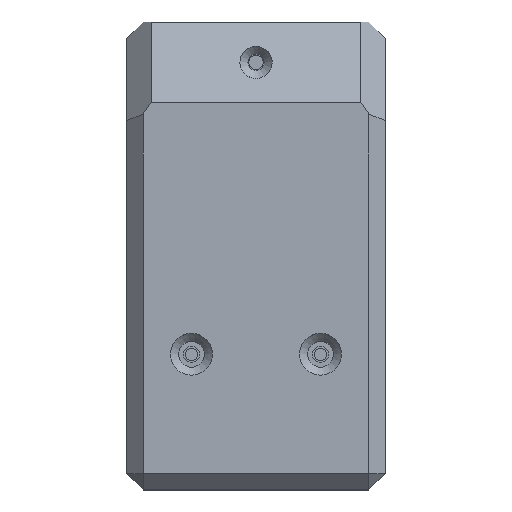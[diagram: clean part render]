
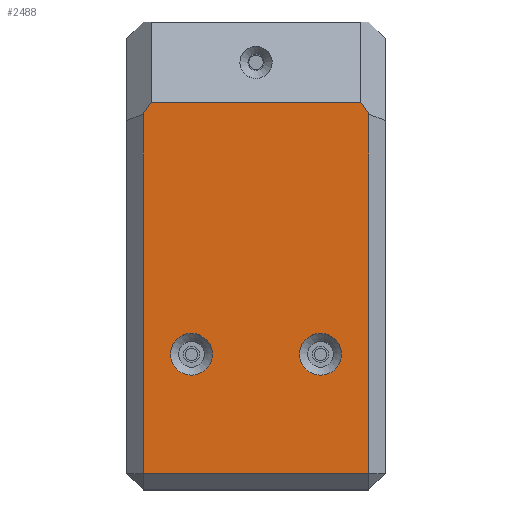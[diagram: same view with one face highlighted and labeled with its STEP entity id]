
A CAD part, top view. The second image highlights one B-rep face of the part: STEP entity #2488.
In plain terms, the highlighted planar face has unit normal (0, 0, 1).
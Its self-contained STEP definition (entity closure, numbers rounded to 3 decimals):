
#40=CIRCLE('',#2648,2.6);
#41=CIRCLE('',#2649,2.6);
#66=FACE_BOUND('',#299,.T.);
#67=FACE_BOUND('',#300,.T.);
#152=FACE_OUTER_BOUND('',#298,.T.);
#298=EDGE_LOOP('',(#1983,#1984,#1985,#1986,#1987,#1988));
#299=EDGE_LOOP('',(#1989));
#300=EDGE_LOOP('',(#1990));
#552=LINE('',#3768,#877);
#558=LINE('',#3780,#883);
#559=LINE('',#3782,#884);
#560=LINE('',#3784,#885);
#561=LINE('',#3786,#886);
#562=LINE('',#3787,#887);
#877=VECTOR('',#3081,10.);
#883=VECTOR('',#3089,10.);
#884=VECTOR('',#3090,10.);
#885=VECTOR('',#3091,10.);
#886=VECTOR('',#3092,10.);
#887=VECTOR('',#3093,10.);
#1138=VERTEX_POINT('',#3766);
#1139=VERTEX_POINT('',#3767);
#1144=VERTEX_POINT('',#3779);
#1145=VERTEX_POINT('',#3781);
#1146=VERTEX_POINT('',#3783);
#1147=VERTEX_POINT('',#3785);
#1148=VERTEX_POINT('',#3788);
#1149=VERTEX_POINT('',#3790);
#1433=EDGE_CURVE('',#1138,#1139,#552,.T.);
#1439=EDGE_CURVE('',#1144,#1138,#558,.T.);
#1440=EDGE_CURVE('',#1145,#1144,#559,.T.);
#1441=EDGE_CURVE('',#1146,#1145,#560,.T.);
#1442=EDGE_CURVE('',#1147,#1146,#561,.T.);
#1443=EDGE_CURVE('',#1139,#1147,#562,.T.);
#1444=EDGE_CURVE('',#1148,#1148,#40,.T.);
#1445=EDGE_CURVE('',#1149,#1149,#41,.T.);
#1983=ORIENTED_EDGE('',*,*,#1433,.F.);
#1984=ORIENTED_EDGE('',*,*,#1439,.F.);
#1985=ORIENTED_EDGE('',*,*,#1440,.F.);
#1986=ORIENTED_EDGE('',*,*,#1441,.F.);
#1987=ORIENTED_EDGE('',*,*,#1442,.F.);
#1988=ORIENTED_EDGE('',*,*,#1443,.F.);
#1989=ORIENTED_EDGE('',*,*,#1444,.T.);
#1990=ORIENTED_EDGE('',*,*,#1445,.T.);
#2362=PLANE('',#2647);
#2488=ADVANCED_FACE('',(#152,#66,#67),#2362,.T.);
#2647=AXIS2_PLACEMENT_3D('',#3778,#3087,#3088);
#2648=AXIS2_PLACEMENT_3D('',#3789,#3094,#3095);
#2649=AXIS2_PLACEMENT_3D('',#3791,#3096,#3097);
#3081=DIRECTION('',(0.577,0.816,0.));
#3087=DIRECTION('center_axis',(0.,0.,1.));
#3088=DIRECTION('ref_axis',(1.,0.,0.));
#3089=DIRECTION('',(0.,1.,0.));
#3090=DIRECTION('',(-1.,0.,0.));
#3091=DIRECTION('',(0.,-1.,0.));
#3092=DIRECTION('',(0.577,-0.816,0.));
#3093=DIRECTION('',(1.,0.,0.));
#3094=DIRECTION('center_axis',(0.,0.,-1.));
#3095=DIRECTION('ref_axis',(1.,0.,0.));
#3096=DIRECTION('center_axis',(0.,0.,-1.));
#3097=DIRECTION('ref_axis',(1.,0.,0.));
#3766=CARTESIAN_POINT('',(2.,31.586,23.));
#3767=CARTESIAN_POINT('',(3.,33.,23.));
#3768=CARTESIAN_POINT('',(2.18,31.84,23.));
#3778=CARTESIAN_POINT('Origin',(16.,14.,23.));
#3779=CARTESIAN_POINT('',(2.,-13.,23.));
#3780=CARTESIAN_POINT('',(2.,28.5,23.));
#3781=CARTESIAN_POINT('',(30.,-13.,23.));
#3782=CARTESIAN_POINT('',(8.,-13.,23.));
#3783=CARTESIAN_POINT('',(30.,31.586,23.));
#3784=CARTESIAN_POINT('',(30.,-0.5,23.));
#3785=CARTESIAN_POINT('',(29.,33.,23.));
#3786=CARTESIAN_POINT('',(33.238,27.007,23.));
#3787=CARTESIAN_POINT('',(24.,33.,23.));
#3788=CARTESIAN_POINT('',(5.4,1.8,23.));
#3789=CARTESIAN_POINT('Origin',(8.,1.8,23.));
#3790=CARTESIAN_POINT('',(21.4,1.8,23.));
#3791=CARTESIAN_POINT('Origin',(24.,1.8,23.));
